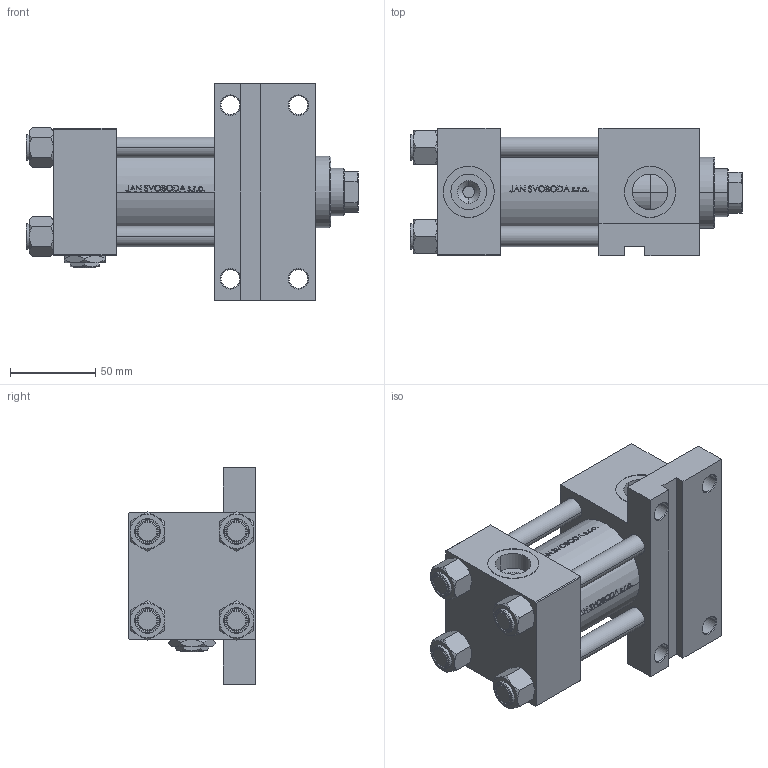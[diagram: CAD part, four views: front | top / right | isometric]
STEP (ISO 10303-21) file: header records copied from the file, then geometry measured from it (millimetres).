
FILE_DESCRIPTION (( 'STEP AP203' ), '1' );
FILE_NAME ('f3a8.STEP', '2023-08-23T06:29:41', ( '' ), ( '' ), 'SwSTEP 2.0', 'SolidWorks 2019', '' );
FILE_SCHEMA (( 'CONFIG_CONTROL_DESIGN' ));
Length unit declared in the file: millimetre
Products named in the file (7): Zatka_pro_OIL_PORT d3eae406f60096bfd216709124e8f386; V215_VC_A d3eae406f60096bfd216709124e8f386; V215CR_F_Body d3eae406f60096bfd216709124e8f386; NUT_M5_F d3eae406f60096bfd216709124e8f386; V215CR_F_TYCINKA d3eae406f60096bfd216709124e8f386; V215CR_VCP_F d3eae406f60096bfd216709124e8f386; f3a8
Assembly tree (13 placements, depth 2):
  f3a8
    V215CR_F_Body d3eae406f60096bfd216709124e8f386
    V215CR_VCP_F d3eae406f60096bfd216709124e8f386
    V215CR_F_TYCINKA d3eae406f60096bfd216709124e8f386  x4
    NUT_M5_F d3eae406f60096bfd216709124e8f386  x4
    V215_VC_A d3eae406f60096bfd216709124e8f386
    Zatka_pro_OIL_PORT d3eae406f60096bfd216709124e8f386  x2
Bounding box: 195 x 75 x 127 mm (x, y, z)
Volume: 714252.3 mm3; surface area: 164252.9 mm2
Topology: 13 solids, 13 shells, 1199 faces, 2948 edges, 1897 vertices
Faces by surface type: plane 483, bspline 380, cone 194, cylinder 134, torus 8
Entity records: 49599 total; most frequent: CARTESIAN_POINT 26581, ORIENTED_EDGE 5196, DIRECTION 3338, EDGE_CURVE 2598, VERTEX_POINT 1695, VECTOR 1322, LINE 1322, EDGE_LOOP 1181
